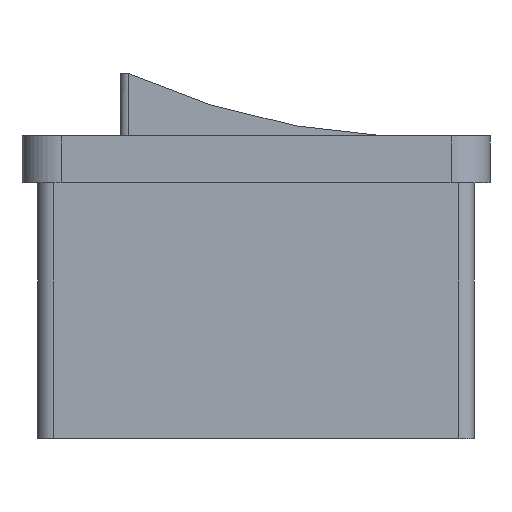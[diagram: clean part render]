
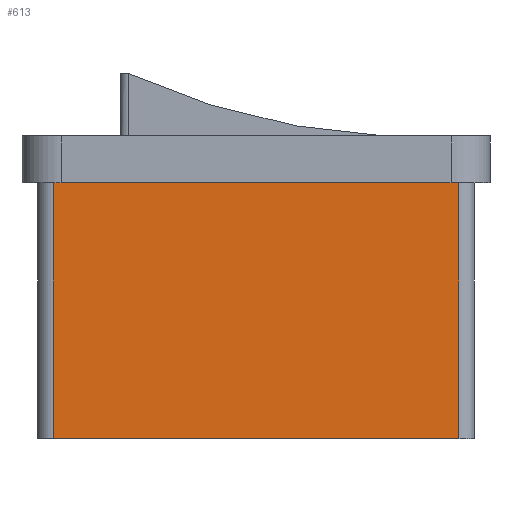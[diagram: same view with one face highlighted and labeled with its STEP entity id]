
A CAD part, front view. The second image highlights one B-rep face of the part: STEP entity #613.
In plain terms, the highlighted free-form (B-spline) face has degree [1, 1] with [2, 2] control points.
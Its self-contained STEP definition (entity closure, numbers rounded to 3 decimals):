
#242 = VERTEX_POINT('',#243);
#243 = CARTESIAN_POINT('',(-12.562,-22.805,0.));
#251 = EDGE_CURVE('',#252,#242,#254,.T.);
#252 = VERTEX_POINT('',#253);
#253 = CARTESIAN_POINT('',(12.669,-22.805,0.));
#254 = B_SPLINE_CURVE_WITH_KNOTS('',1,(#255,#256),.UNSPECIFIED.,.F.,.F.,
  (2,2),(0.,26.),.PIECEWISE_BEZIER_KNOTS.);
#255 = CARTESIAN_POINT('',(12.669,-22.805,0.));
#256 = CARTESIAN_POINT('',(-12.562,-22.805,0.));
#454 = VERTEX_POINT('',#455);
#455 = CARTESIAN_POINT('',(-12.562,-22.805,-15.915
    ));
#461 = EDGE_CURVE('',#454,#242,#462,.T.);
#462 = B_SPLINE_CURVE_WITH_KNOTS('',1,(#463,#464),.UNSPECIFIED.,.F.,.F.,
  (2,2),(0.,16.4),.PIECEWISE_BEZIER_KNOTS.);
#463 = CARTESIAN_POINT('',(-12.562,-22.805,-15.915
    ));
#464 = CARTESIAN_POINT('',(-12.562,-22.805,0.));
#593 = EDGE_CURVE('',#594,#252,#596,.T.);
#594 = VERTEX_POINT('',#595);
#595 = CARTESIAN_POINT('',(12.669,-22.805,-15.915
    ));
#596 = B_SPLINE_CURVE_WITH_KNOTS('',1,(#597,#598),.UNSPECIFIED.,.F.,.F.,
  (2,2),(0.,16.4),.PIECEWISE_BEZIER_KNOTS.);
#597 = CARTESIAN_POINT('',(12.669,-22.805,-15.915
    ));
#598 = CARTESIAN_POINT('',(12.669,-22.805,0.));
#613 = ADVANCED_FACE('',(#614),#624,.F.);
#614 = FACE_BOUND('',#615,.T.);
#615 = EDGE_LOOP('',(#616,#617,#618,#623));
#616 = ORIENTED_EDGE('',*,*,#251,.T.);
#617 = ORIENTED_EDGE('',*,*,#461,.F.);
#618 = ORIENTED_EDGE('',*,*,#619,.F.);
#619 = EDGE_CURVE('',#594,#454,#620,.T.);
#620 = B_SPLINE_CURVE_WITH_KNOTS('',1,(#621,#622),.UNSPECIFIED.,.F.,.F.,
  (2,2),(0.,26.),.PIECEWISE_BEZIER_KNOTS.);
#621 = CARTESIAN_POINT('',(12.669,-22.805,-15.915
    ));
#622 = CARTESIAN_POINT('',(-12.562,-22.805,-15.915
    ));
#623 = ORIENTED_EDGE('',*,*,#593,.T.);
#624 = B_SPLINE_SURFACE_WITH_KNOTS('',1,1,(
    (#625,#626)
    ,(#627,#628
    )),.UNSPECIFIED.,.F.,.F.,.F.,(2,2),(2,2),(0.,16.4),(-26.,0.),
  .PIECEWISE_BEZIER_KNOTS.);
#625 = CARTESIAN_POINT('',(-12.562,-22.805,-15.915
    ));
#626 = CARTESIAN_POINT('',(12.669,-22.805,-15.915
    ));
#627 = CARTESIAN_POINT('',(-12.562,-22.805,0.));
#628 = CARTESIAN_POINT('',(12.669,-22.805,0.));
